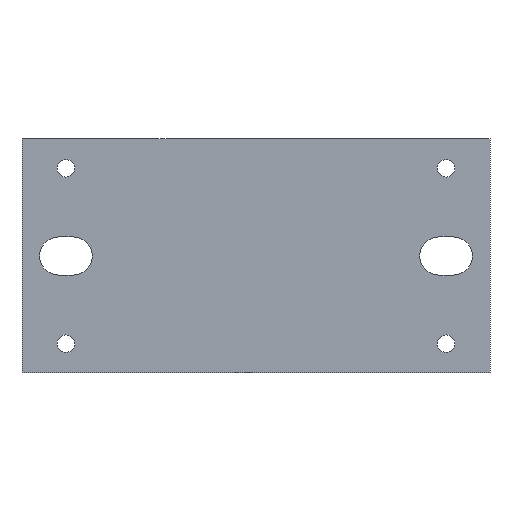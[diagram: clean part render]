
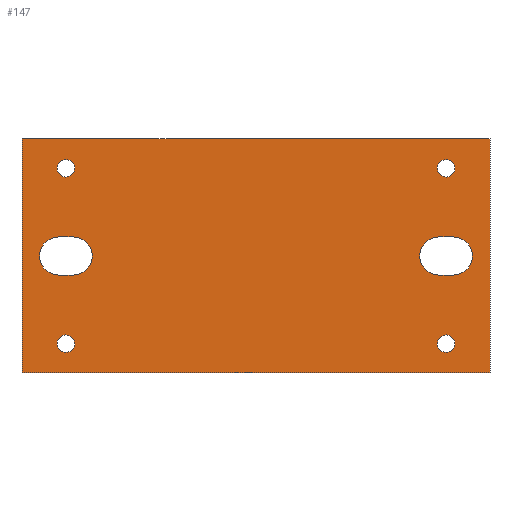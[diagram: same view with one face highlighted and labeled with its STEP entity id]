
A CAD part, front view. The second image highlights one B-rep face of the part: STEP entity #147.
In plain terms, the highlighted planar face has unit normal (0, -1, 0).
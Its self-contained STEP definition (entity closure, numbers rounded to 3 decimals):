
#147=ADVANCED_FACE('',(#318,#319,#320,#321,#322,#323,#324),#325,.F.);
#318=FACE_BOUND('',#497,.T.);
#319=FACE_BOUND('',#498,.T.);
#320=FACE_BOUND('',#499,.T.);
#321=FACE_BOUND('',#500,.T.);
#322=FACE_BOUND('',#501,.T.);
#323=FACE_BOUND('',#502,.T.);
#324=FACE_OUTER_BOUND('',#503,.T.);
#325=PLANE('',#504);
#497=EDGE_LOOP('',(#1059));
#498=EDGE_LOOP('',(#1060));
#499=EDGE_LOOP('',(#1061));
#500=EDGE_LOOP('',(#1062));
#501=EDGE_LOOP('',(#1063,#1064,#1065,#1066));
#502=EDGE_LOOP('',(#1067,#1068,#1069,#1070));
#503=EDGE_LOOP('',(#1071,#1072,#1073,#1074));
#504=AXIS2_PLACEMENT_3D('',#1075,#1076,#1077);
#1059=ORIENTED_EDGE('',*,*,#1093,.T.);
#1060=ORIENTED_EDGE('',*,*,#1095,.T.);
#1061=ORIENTED_EDGE('',*,*,#1097,.T.);
#1062=ORIENTED_EDGE('',*,*,#1099,.T.);
#1063=ORIENTED_EDGE('',*,*,#1108,.T.);
#1064=ORIENTED_EDGE('',*,*,#1105,.T.);
#1065=ORIENTED_EDGE('',*,*,#1102,.T.);
#1066=ORIENTED_EDGE('',*,*,#1111,.T.);
#1067=ORIENTED_EDGE('',*,*,#1120,.T.);
#1068=ORIENTED_EDGE('',*,*,#1117,.T.);
#1069=ORIENTED_EDGE('',*,*,#1114,.T.);
#1070=ORIENTED_EDGE('',*,*,#1123,.T.);
#1071=ORIENTED_EDGE('',*,*,#1269,.T.);
#1072=ORIENTED_EDGE('',*,*,#1267,.F.);
#1073=ORIENTED_EDGE('',*,*,#1270,.F.);
#1074=ORIENTED_EDGE('',*,*,#1265,.F.);
#1075=CARTESIAN_POINT('',(65.0,0.0,0.0));
#1076=DIRECTION('',(0.0,1.0,0.0));
#1077=DIRECTION('',(0.0,0.0,1.0));
#1093=EDGE_CURVE('',#1273,#1273,#1274,.T.);
#1095=EDGE_CURVE('',#1277,#1277,#1278,.T.);
#1097=EDGE_CURVE('',#1281,#1281,#1282,.T.);
#1099=EDGE_CURVE('',#1285,#1285,#1286,.T.);
#1102=EDGE_CURVE('',#1292,#1290,#1293,.T.);
#1105=EDGE_CURVE('',#1297,#1292,#1298,.T.);
#1108=EDGE_CURVE('',#1302,#1297,#1303,.T.);
#1111=EDGE_CURVE('',#1290,#1302,#1306,.T.);
#1114=EDGE_CURVE('',#1312,#1310,#1313,.T.);
#1117=EDGE_CURVE('',#1317,#1312,#1318,.T.);
#1120=EDGE_CURVE('',#1322,#1317,#1323,.T.);
#1123=EDGE_CURVE('',#1310,#1322,#1326,.T.);
#1265=EDGE_CURVE('',#1559,#1557,#1561,.T.);
#1267=EDGE_CURVE('',#1562,#1564,#1565,.T.);
#1269=EDGE_CURVE('',#1559,#1564,#1567,.T.);
#1270=EDGE_CURVE('',#1557,#1562,#1568,.T.);
#1273=VERTEX_POINT('',#1571);
#1274=CIRCLE('',#1572,3.0);
#1277=VERTEX_POINT('',#1575);
#1278=CIRCLE('',#1576,3.0);
#1281=VERTEX_POINT('',#1579);
#1282=CIRCLE('',#1580,3.0);
#1285=VERTEX_POINT('',#1583);
#1286=CIRCLE('',#1584,3.0);
#1290=VERTEX_POINT('',#1588);
#1292=VERTEX_POINT('',#1591);
#1293=CIRCLE('',#1592,6.5);
#1297=VERTEX_POINT('',#1598);
#1298=LINE('',#1599,#1600);
#1302=VERTEX_POINT('',#1605);
#1303=CIRCLE('',#1606,6.5);
#1306=LINE('',#1611,#1612);
#1310=VERTEX_POINT('',#1616);
#1312=VERTEX_POINT('',#1619);
#1313=CIRCLE('',#1620,6.5);
#1317=VERTEX_POINT('',#1626);
#1318=LINE('',#1627,#1628);
#1322=VERTEX_POINT('',#1633);
#1323=CIRCLE('',#1634,6.5);
#1326=LINE('',#1639,#1640);
#1557=VERTEX_POINT('',#2327);
#1559=VERTEX_POINT('',#2330);
#1561=LINE('',#2333,#2334);
#1562=VERTEX_POINT('',#2335);
#1564=VERTEX_POINT('',#2338);
#1565=LINE('',#2339,#2340);
#1567=LINE('',#2343,#2344);
#1568=LINE('',#2345,#2346);
#1571=CARTESIAN_POINT('',(133.0,0.0,30.0));
#1572=AXIS2_PLACEMENT_3D('',#2350,#2351,#2352);
#1575=CARTESIAN_POINT('',(133.0,0.0,-30.0));
#1576=AXIS2_PLACEMENT_3D('',#2356,#2357,#2358);
#1579=CARTESIAN_POINT('',(3.0,0.0,30.0));
#1580=AXIS2_PLACEMENT_3D('',#2362,#2363,#2364);
#1583=CARTESIAN_POINT('',(3.0,0.0,-30.0));
#1584=AXIS2_PLACEMENT_3D('',#2368,#2369,#2370);
#1588=CARTESIAN_POINT('',(127.5,0.0,6.5));
#1591=CARTESIAN_POINT('',(127.5,0.0,-6.5));
#1592=AXIS2_PLACEMENT_3D('',#2375,#2376,#2377);
#1598=CARTESIAN_POINT('',(132.5,0.0,-6.5));
#1599=CARTESIAN_POINT('',(97.5,0.0,-6.5));
#1600=VECTOR('',#2380,1.0);
#1605=CARTESIAN_POINT('',(132.5,0.0,6.5));
#1606=AXIS2_PLACEMENT_3D('',#2385,#2386,#2387);
#1611=CARTESIAN_POINT('',(97.5,0.0,6.5));
#1612=VECTOR('',#2390,1.0);
#1616=CARTESIAN_POINT('',(-2.5,0.0,6.5));
#1619=CARTESIAN_POINT('',(-2.5,0.0,-6.5));
#1620=AXIS2_PLACEMENT_3D('',#2395,#2396,#2397);
#1626=CARTESIAN_POINT('',(2.5,0.0,-6.5));
#1627=CARTESIAN_POINT('',(32.5,0.0,-6.5));
#1628=VECTOR('',#2400,1.0);
#1633=CARTESIAN_POINT('',(2.5,0.0,6.5));
#1634=AXIS2_PLACEMENT_3D('',#2405,#2406,#2407);
#1639=CARTESIAN_POINT('',(32.5,0.0,6.5));
#1640=VECTOR('',#2410,1.0);
#2327=CARTESIAN_POINT('',(145.0,0.0,40.0));
#2330=CARTESIAN_POINT('',(-15.0,0.0,40.0));
#2333=CARTESIAN_POINT('',(65.0,0.0,40.0));
#2334=VECTOR('',#2602,1.0);
#2335=CARTESIAN_POINT('',(145.0,0.0,-40.0));
#2338=CARTESIAN_POINT('',(-15.0,0.0,-40.0));
#2339=CARTESIAN_POINT('',(65.0,0.0,-40.0));
#2340=VECTOR('',#2604,1.0);
#2343=CARTESIAN_POINT('',(-15.0,0.0,0.0));
#2344=VECTOR('',#2606,1.0);
#2345=CARTESIAN_POINT('',(145.0,0.0,0.0));
#2346=VECTOR('',#2607,1.0);
#2350=CARTESIAN_POINT('',(130.0,0.0,30.0));
#2351=DIRECTION('',(-0.0,1.0,0.0));
#2352=DIRECTION('',(1.0,0.0,0.0));
#2356=CARTESIAN_POINT('',(130.0,0.0,-30.0));
#2357=DIRECTION('',(-0.0,1.0,0.0));
#2358=DIRECTION('',(1.0,0.0,0.0));
#2362=CARTESIAN_POINT('',(0.0,0.0,30.0));
#2363=DIRECTION('',(-0.0,1.0,0.0));
#2364=DIRECTION('',(1.0,0.0,0.0));
#2368=CARTESIAN_POINT('',(0.0,0.0,-30.0));
#2369=DIRECTION('',(-0.0,1.0,0.0));
#2370=DIRECTION('',(1.0,0.0,0.0));
#2375=CARTESIAN_POINT('',(127.5,0.0,0.0));
#2376=DIRECTION('',(-0.0,1.0,0.0));
#2377=DIRECTION('',(1.0,0.0,0.0));
#2380=DIRECTION('',(-1.0,0.0,0.0));
#2385=CARTESIAN_POINT('',(132.5,0.0,0.0));
#2386=DIRECTION('',(-0.0,1.0,0.0));
#2387=DIRECTION('',(1.0,0.0,0.0));
#2390=DIRECTION('',(1.0,0.0,0.0));
#2395=CARTESIAN_POINT('',(-2.5,0.0,0.0));
#2396=DIRECTION('',(-0.0,1.0,0.0));
#2397=DIRECTION('',(1.0,0.0,0.0));
#2400=DIRECTION('',(-1.0,0.0,0.0));
#2405=CARTESIAN_POINT('',(2.5,0.0,0.0));
#2406=DIRECTION('',(-0.0,1.0,0.0));
#2407=DIRECTION('',(1.0,0.0,0.0));
#2410=DIRECTION('',(1.0,0.0,0.0));
#2602=DIRECTION('',(1.0,0.0,0.0));
#2604=DIRECTION('',(-1.0,0.0,0.0));
#2606=DIRECTION('',(0.0,0.0,-1.0));
#2607=DIRECTION('',(0.0,0.0,-1.0));
